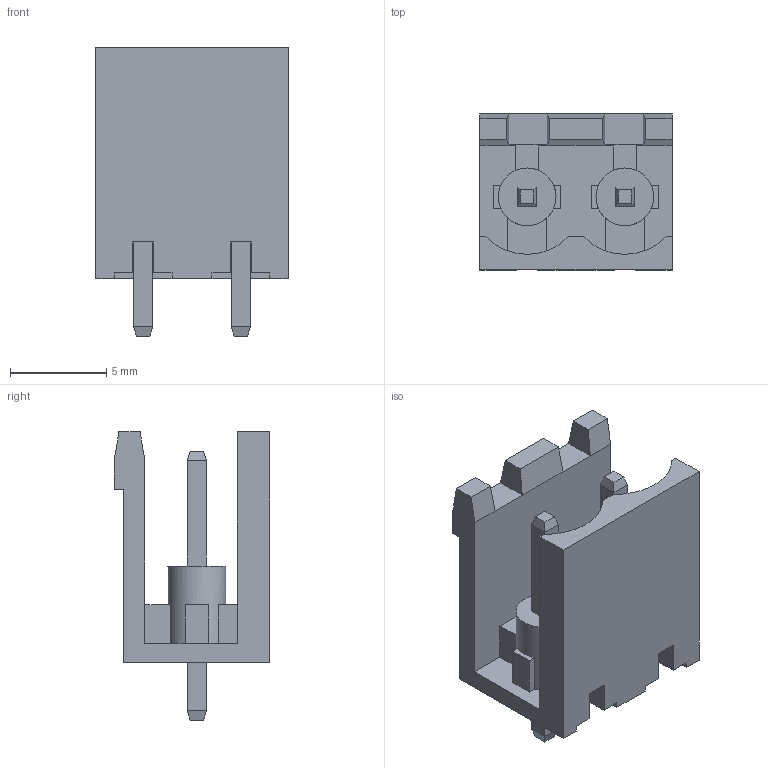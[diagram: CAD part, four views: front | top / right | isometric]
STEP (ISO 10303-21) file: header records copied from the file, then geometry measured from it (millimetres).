
FILE_DESCRIPTION(/* description */ (''),/* implementation_level */ '2;1');
FILE_NAME(/* name */ '5EDHV-02P (XY2500VA-02P) v1.step',/* time_stamp */ '2018-11-05T17:10:46+03:00',/* author */ (''),/* organization */ (''),/* preprocessor_version */ 'ST-DEVELOPER v17.2',/* originating_system */ 'Autodesk Translation Framework v7.6.0.251',/* authorisation */ '');
FILE_SCHEMA (('AUTOMOTIVE_DESIGN { 1 0 10303 214 3 1 1 }'));
Length unit declared in the file: millimetre
Products named in the file (1): 5EDHV-02P (XY2500VA-02P)
Bounding box: 10 x 8.1 x 15 mm (x, y, z)
Volume: 402.3 mm3; surface area: 951.2 mm2
Topology: 3 solids, 3 shells, 116 faces, 306 edges, 196 vertices
Faces by surface type: plane 112, cylinder 4
Full cylindrical faces by diameter (mm): 3 x2
Entity records: 3559 total; most frequent: CARTESIAN_POINT 619, ORIENTED_EDGE 612, DIRECTION 568, EDGE_CURVE 306, LINE 278, VECTOR 278, VERTEX_POINT 196, AXIS2_PLACEMENT_3D 145
